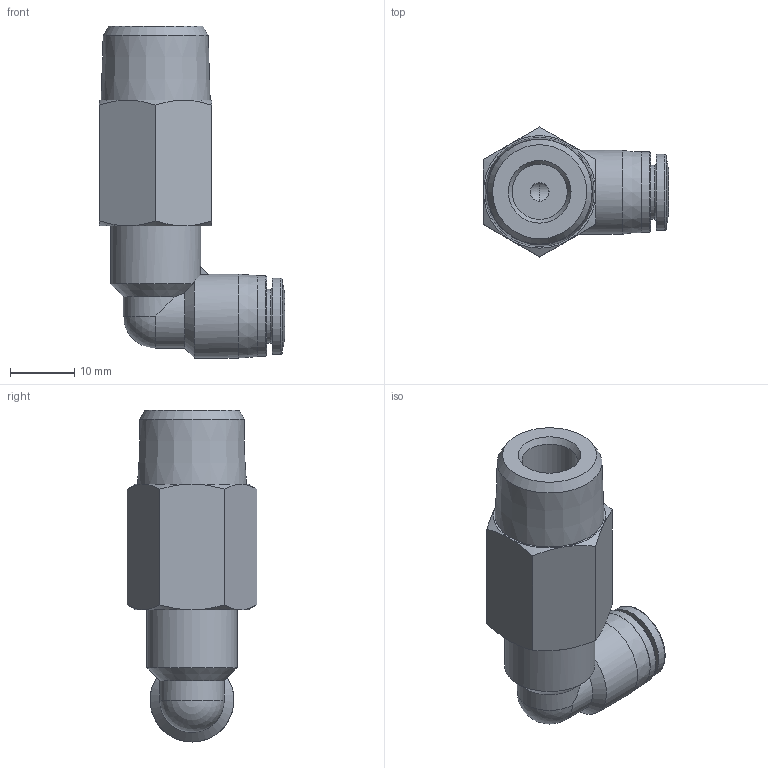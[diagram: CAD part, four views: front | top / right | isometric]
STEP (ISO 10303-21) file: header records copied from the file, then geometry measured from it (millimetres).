
FILE_DESCRIPTION(/* description */ ('STEP AP214'),/* implementation_level */ '2;1');
FILE_NAME(/* name */ '564678_QBLL-3_8-1_4-U',/* time_stamp */ '2024-09-14T02:44:46+02:00',/* author */ ('License CC BY-ND 4.0'),/* organization */ ('CADENAS'),/* preprocessor_version */ 'ST-DEVELOPER v19.3',/* originating_system */ 'PARTsolutions',/* authorisation */ ' ');
FILE_SCHEMA (('AUTOMOTIVE_DESIGN {1 0 10303 214 3 1 1}'));
Length unit declared in the file: millimetre
Products named in the file (1): 564678 QBLL-3/8-1/4-U
Bounding box: 28.73 x 20.16 x 51.5 mm (x, y, z)
Volume: 10177.1 mm3; surface area: 4524.6 mm2
Topology: 1 solids, 1 shells, 53 faces, 118 edges, 71 vertices
Faces by surface type: cone 20, plane 17, cylinder 11, torus 3, sphere 2
Full cylindrical faces by diameter (mm): 2.9 x1, 3.5 x1, 6.35 x1, 8.35 x1, 8.572 x1, 11.8 x1, 12.5 x1, 13 x1, 14 x1
Entity records: 1741 total; most frequent: CARTESIAN_POINT 317, DIRECTION 214, ORIENTED_EDGE 184, AXIS2_PLACEMENT_3D 101, EDGE_CURVE 92, EDGE_LOOP 79, FACE_BOUND 79, VERTEX_POINT 65
